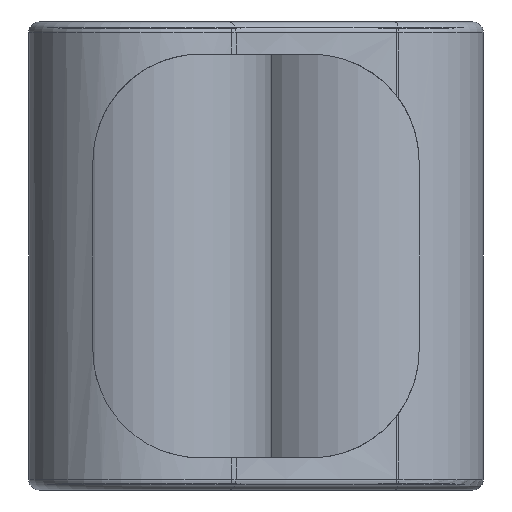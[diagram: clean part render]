
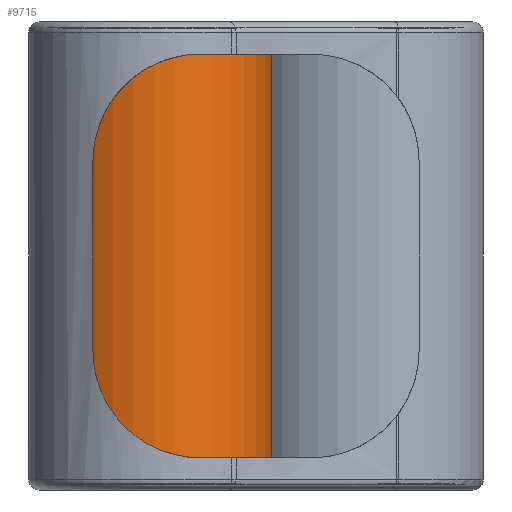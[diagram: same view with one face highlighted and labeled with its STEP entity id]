
A CAD part, left-side view. The second image highlights one B-rep face of the part: STEP entity #9715.
In plain terms, the highlighted cylindrical face has radius 11.005 mm (diameter 22.009 mm), a partial arc.
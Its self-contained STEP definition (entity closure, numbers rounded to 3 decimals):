
#144 = CARTESIAN_POINT ( 'NONE',  ( -88.036, 22.009, -42.993 ) ) ;
#239 = AXIS2_PLACEMENT_3D ( 'NONE', #3813, #14888, #3592 ) ;
#651 = LINE ( 'NONE', #11253, #13740 ) ;
#1656 = ORIENTED_EDGE ( 'NONE', *, *, #8778, .F. ) ;
#1937 = DIRECTION ( 'NONE',  ( 0., 1., 0. ) ) ;
#1959 = ORIENTED_EDGE ( 'NONE', *, *, #6613, .F. ) ;
#3373 = DIRECTION ( 'NONE',  ( 0., -1., 0. ) ) ;
#3592 = DIRECTION ( 'NONE',  ( 0., -1., 0. ) ) ;
#3813 = CARTESIAN_POINT ( 'NONE',  ( -88.036, 11.005, -0.6 ) ) ;
#4270 = CARTESIAN_POINT ( 'NONE',  ( -88.036, 22.009, -0.6 ) ) ;
#4784 = ORIENTED_EDGE ( 'NONE', *, *, #12135, .T. ) ;
#5153 = EDGE_LOOP ( 'NONE', ( #1959, #1656, #4784, #15622 ) ) ;
#5390 = VERTEX_POINT ( 'NONE', #4270 ) ;
#5497 = EDGE_CURVE ( 'NONE', #10894, #10458, #14544, .T. ) ;
#5515 = DIRECTION ( 'NONE',  ( 0., 0., -1. ) ) ;
#5794 = LINE ( 'NONE', #13610, #11195 ) ;
#6236 = DIRECTION ( 'NONE',  ( 0., 0., -1. ) ) ;
#6613 = EDGE_CURVE ( 'NONE', #10144, #10458, #651, .T. ) ;
#8186 = CARTESIAN_POINT ( 'NONE',  ( -88.036, 0., -42.993 ) ) ;
#8778 = EDGE_CURVE ( 'NONE', #5390, #10144, #13348, .T. ) ;
#9715 = ADVANCED_FACE ( 'NONE', ( #12971 ), #14116, .T. ) ;
#10144 = VERTEX_POINT ( 'NONE', #13570 ) ;
#10458 = VERTEX_POINT ( 'NONE', #8186 ) ;
#10505 = CARTESIAN_POINT ( 'NONE',  ( -88.036, 11.005, -0.6 ) ) ;
#10783 = DIRECTION ( 'NONE',  ( 0., 0., 1. ) ) ;
#10894 = VERTEX_POINT ( 'NONE', #144 ) ;
#11195 = VECTOR ( 'NONE', #14919, 1000. ) ;
#11253 = CARTESIAN_POINT ( 'NONE',  ( -88.036, 0., -0.6 ) ) ;
#12135 = EDGE_CURVE ( 'NONE', #5390, #10894, #5794, .T. ) ;
#12971 = FACE_OUTER_BOUND ( 'NONE', #5153, .T. ) ;
#13348 = CIRCLE ( 'NONE', #239, 11.005 ) ;
#13570 = CARTESIAN_POINT ( 'NONE',  ( -88.036, 0., -0.6 ) ) ;
#13610 = CARTESIAN_POINT ( 'NONE',  ( -88.036, 22.009, -0.6 ) ) ;
#13740 = VECTOR ( 'NONE', #6236, 1000. ) ;
#14116 = CYLINDRICAL_SURFACE ( 'NONE', #15221, 11.005 ) ;
#14544 = CIRCLE ( 'NONE', #15761, 11.005 ) ;
#14888 = DIRECTION ( 'NONE',  ( 0., 0., 1. ) ) ;
#14919 = DIRECTION ( 'NONE',  ( 0., 0., -1. ) ) ;
#15221 = AXIS2_PLACEMENT_3D ( 'NONE', #10505, #5515, #1937 ) ;
#15622 = ORIENTED_EDGE ( 'NONE', *, *, #5497, .T. ) ;
#15695 = CARTESIAN_POINT ( 'NONE',  ( -88.036, 11.005, -42.993 ) ) ;
#15761 = AXIS2_PLACEMENT_3D ( 'NONE', #15695, #10783, #3373 ) ;
